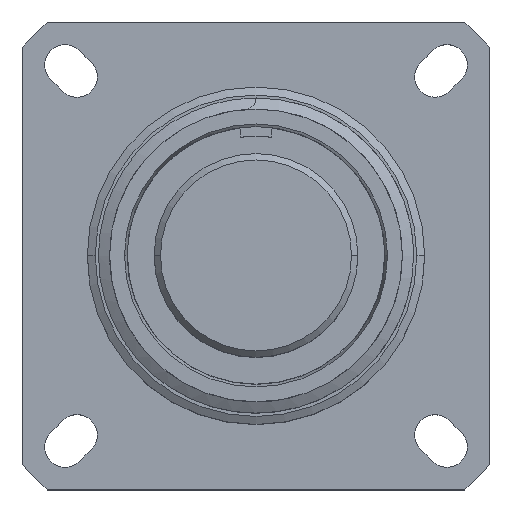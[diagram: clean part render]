
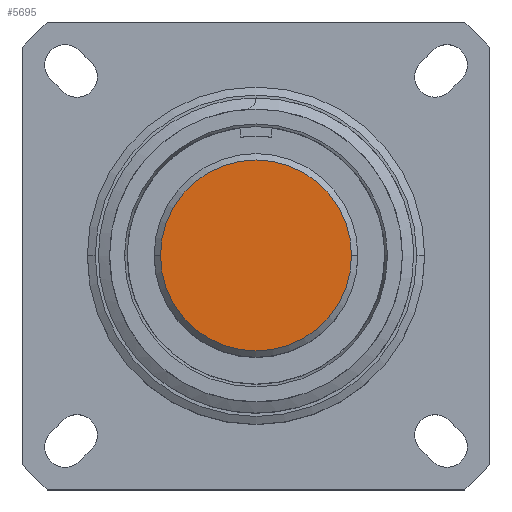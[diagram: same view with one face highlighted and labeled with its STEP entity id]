
A CAD part, top view. The second image highlights one B-rep face of the part: STEP entity #5695.
In plain terms, the highlighted planar face has unit normal (0, 0, 1).
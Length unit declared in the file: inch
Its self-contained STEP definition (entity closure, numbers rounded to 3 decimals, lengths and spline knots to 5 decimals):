
#84 = CIRCLE ( 'NONE', #10108, 0.3 ) ;
#187 = DIRECTION ( 'NONE',  ( -1., 0., 0. ) ) ;
#1205 = DIRECTION ( 'NONE',  ( 1., 0., 0. ) ) ;
#1316 = PLANE ( 'NONE',  #4360 ) ;
#1575 = CARTESIAN_POINT ( 'NONE',  ( 0.3, 0., -0.024 ) ) ;
#1950 = FACE_OUTER_BOUND ( 'NONE', #5929, .T. ) ;
#2245 = CARTESIAN_POINT ( 'NONE',  ( -0.3, 0., -0.024 ) ) ;
#3008 = CARTESIAN_POINT ( 'NONE',  ( 0., 0.3, -0.024 ) ) ;
#3028 = DIRECTION ( 'NONE',  ( -1., 0., 0. ) ) ;
#4240 = VERTEX_POINT ( 'NONE', #1575 ) ;
#4360 = AXIS2_PLACEMENT_3D ( 'NONE', #3008, #11131, #1205 ) ;
#4686 = CARTESIAN_POINT ( 'NONE',  ( 0., 0., -0.024 ) ) ;
#4880 = AXIS2_PLACEMENT_3D ( 'NONE', #4686, #8189, #187 ) ;
#5695 = ADVANCED_FACE ( 'NONE', ( #1950 ), #1316, .T. ) ;
#5929 = EDGE_LOOP ( 'NONE', ( #8645, #7398 ) ) ;
#6545 = CIRCLE ( 'NONE', #4880, 0.3 ) ;
#7398 = ORIENTED_EDGE ( 'NONE', *, *, #11459, .F. ) ;
#7646 = EDGE_CURVE ( 'NONE', #8397, #4240, #6545, .T. ) ;
#8189 = DIRECTION ( 'NONE',  ( 0., 0., -1. ) ) ;
#8397 = VERTEX_POINT ( 'NONE', #2245 ) ;
#8645 = ORIENTED_EDGE ( 'NONE', *, *, #7646, .F. ) ;
#10108 = AXIS2_PLACEMENT_3D ( 'NONE', #11207, #10256, #3028 ) ;
#10256 = DIRECTION ( 'NONE',  ( 0., 0., -1. ) ) ;
#11131 = DIRECTION ( 'NONE',  ( 0., 0., 1. ) ) ;
#11207 = CARTESIAN_POINT ( 'NONE',  ( 0., 0., -0.024 ) ) ;
#11459 = EDGE_CURVE ( 'NONE', #4240, #8397, #84, .T. ) ;
